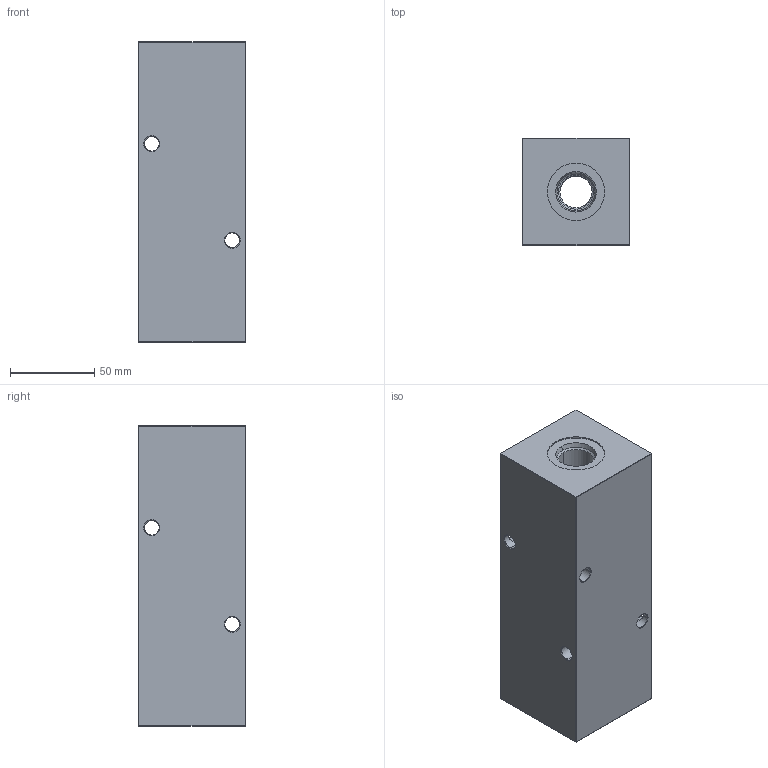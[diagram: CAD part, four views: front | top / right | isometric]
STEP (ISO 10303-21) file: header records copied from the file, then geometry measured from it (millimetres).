
FILE_DESCRIPTION (( 'STEP AP203' ), '1' );
FILE_NAME ('HM-3-90-S-10-10.STEP', '2020-11-09T22:36:15', ( '' ), ( '' ), 'SwSTEP 2.0', 'SolidWorks 2019', '' );
FILE_SCHEMA (( 'CONFIG_CONTROL_DESIGN' ));
Length unit declared in the file: inch
Products named in the file (1): HM-3-90-S-10-10
Bounding box: 63.5 x 63.5 x 177.8 mm (x, y, z)
Volume: 597707 mm3; surface area: 74723.8 mm2
Topology: 1 solids, 1 shells, 578 faces, 1478 edges, 947 vertices
Faces by surface type: plane 240, bspline 209, cylinder 65, cone 64
Entity records: 27817 total; most frequent: CARTESIAN_POINT 15157, ORIENTED_EDGE 2956, DIRECTION 1914, EDGE_CURVE 1478, VERTEX_POINT 947, VECTOR 866, LINE 866, EDGE_LOOP 649
